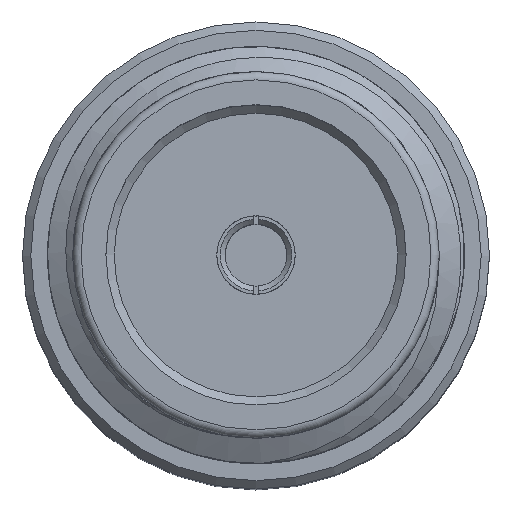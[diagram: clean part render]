
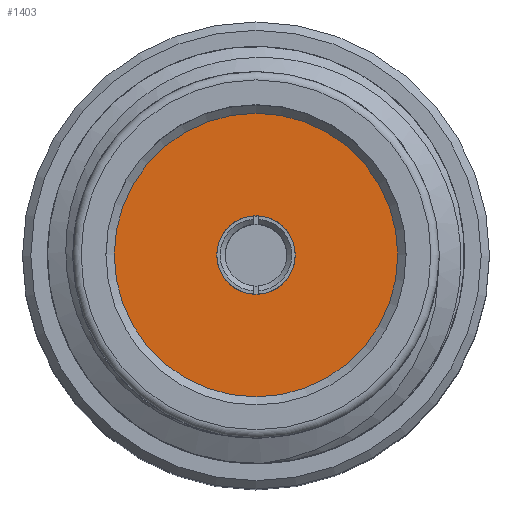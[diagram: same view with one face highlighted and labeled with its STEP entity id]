
A CAD part, top view. The second image highlights one B-rep face of the part: STEP entity #1403.
In plain terms, the highlighted planar face has unit normal (0, 0, 1).
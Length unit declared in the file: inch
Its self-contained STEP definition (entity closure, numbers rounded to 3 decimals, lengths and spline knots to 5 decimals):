
#58 = CARTESIAN_POINT ( 'NONE',  ( 0., 0., -0.075 ) ) ;
#120 = DIRECTION ( 'NONE',  ( 1., 0., 0. ) ) ;
#180 = CIRCLE ( 'NONE', #1792, 0.085 ) ;
#187 = VERTEX_POINT ( 'NONE', #1806 ) ;
#268 = EDGE_CURVE ( 'NONE', #187, #187, #1560, .T. ) ;
#314 = VERTEX_POINT ( 'NONE', #5087 ) ;
#1086 = CARTESIAN_POINT ( 'NONE',  ( 0., 0., -0.075 ) ) ;
#1247 = AXIS2_PLACEMENT_3D ( 'NONE', #2138, #4498, #120 ) ;
#1314 = FACE_BOUND ( 'NONE', #2779, .T. ) ;
#1403 = ADVANCED_FACE ( 'NONE', ( #1314, #3306 ), #2902, .T. ) ;
#1513 = ORIENTED_EDGE ( 'NONE', *, *, #268, .F. ) ;
#1560 = CIRCLE ( 'NONE', #3898, 0.0235 ) ;
#1669 = DIRECTION ( 'NONE',  ( 0., 0., 1. ) ) ;
#1730 = ORIENTED_EDGE ( 'NONE', *, *, #4771, .T. ) ;
#1792 = AXIS2_PLACEMENT_3D ( 'NONE', #1086, #4754, #2683 ) ;
#1806 = CARTESIAN_POINT ( 'NONE',  ( 0.0235, 0., -0.075 ) ) ;
#2138 = CARTESIAN_POINT ( 'NONE',  ( 0., 0., -0.075 ) ) ;
#2683 = DIRECTION ( 'NONE',  ( 1., 0., 0. ) ) ;
#2779 = EDGE_LOOP ( 'NONE', ( #1513 ) ) ;
#2902 = PLANE ( 'NONE',  #1247 ) ;
#3306 = FACE_OUTER_BOUND ( 'NONE', #4922, .T. ) ;
#3898 = AXIS2_PLACEMENT_3D ( 'NONE', #58, #1669, #4105 ) ;
#4105 = DIRECTION ( 'NONE',  ( 1., 0., 0. ) ) ;
#4498 = DIRECTION ( 'NONE',  ( 0., 0., 1. ) ) ;
#4754 = DIRECTION ( 'NONE',  ( 0., 0., 1. ) ) ;
#4771 = EDGE_CURVE ( 'NONE', #314, #314, #180, .T. ) ;
#4922 = EDGE_LOOP ( 'NONE', ( #1730 ) ) ;
#5087 = CARTESIAN_POINT ( 'NONE',  ( 0.085, 0., -0.075 ) ) ;
